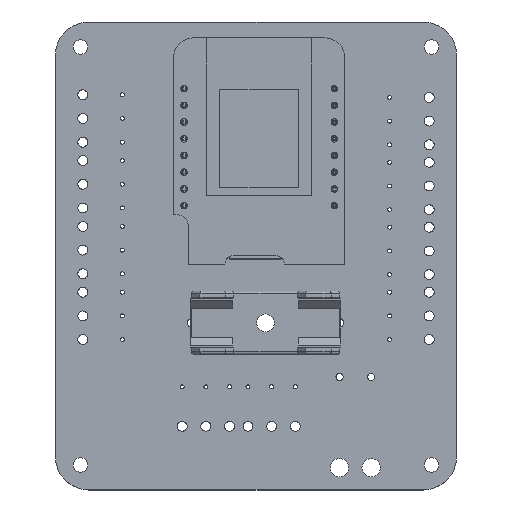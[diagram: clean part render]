
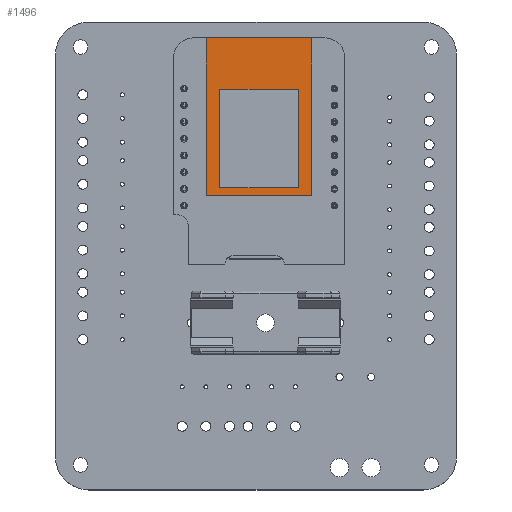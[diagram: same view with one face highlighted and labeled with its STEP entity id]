
A CAD part, top view. The second image highlights one B-rep face of the part: STEP entity #1496.
In plain terms, the highlighted planar face has unit normal (0, 0, 1).
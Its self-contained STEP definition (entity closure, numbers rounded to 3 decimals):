
#833 = VERTEX_POINT('',#834);
#834 = CARTESIAN_POINT('',(3.42,7.73,12.3));
#840 = EDGE_CURVE('',#833,#841,#843,.T.);
#841 = VERTEX_POINT('',#842);
#842 = CARTESIAN_POINT('',(3.42,-16.27,12.3));
#843 = LINE('',#844,#845);
#844 = CARTESIAN_POINT('',(3.42,7.73,12.3));
#845 = VECTOR('',#846,1.);
#846 = DIRECTION('',(0.,-1.,0.));
#864 = EDGE_CURVE('',#841,#865,#867,.T.);
#865 = VERTEX_POINT('',#866);
#866 = CARTESIAN_POINT('',(19.42,-16.27,12.3));
#867 = LINE('',#868,#869);
#868 = CARTESIAN_POINT('',(3.42,-16.27,12.3));
#869 = VECTOR('',#870,1.);
#870 = DIRECTION('',(1.,0.,0.));
#888 = EDGE_CURVE('',#865,#889,#891,.T.);
#889 = VERTEX_POINT('',#890);
#890 = CARTESIAN_POINT('',(19.42,7.73,12.3));
#891 = LINE('',#892,#893);
#892 = CARTESIAN_POINT('',(19.42,-16.27,12.3));
#893 = VECTOR('',#894,1.);
#894 = DIRECTION('',(0.,1.,0.));
#1484 = EDGE_CURVE('',#889,#833,#1485,.T.);
#1485 = LINE('',#1486,#1487);
#1486 = CARTESIAN_POINT('',(19.42,7.73,12.3));
#1487 = VECTOR('',#1488,1.);
#1488 = DIRECTION('',(-1.,0.,0.));
#1496 = ADVANCED_FACE('',(#1497,#1503),#1537,.T.);
#1497 = FACE_BOUND('',#1498,.T.);
#1498 = EDGE_LOOP('',(#1499,#1500,#1501,#1502));
#1499 = ORIENTED_EDGE('',*,*,#864,.T.);
#1500 = ORIENTED_EDGE('',*,*,#888,.T.);
#1501 = ORIENTED_EDGE('',*,*,#1484,.T.);
#1502 = ORIENTED_EDGE('',*,*,#840,.T.);
#1503 = FACE_BOUND('',#1504,.T.);
#1504 = EDGE_LOOP('',(#1505,#1515,#1523,#1531));
#1505 = ORIENTED_EDGE('',*,*,#1506,.F.);
#1506 = EDGE_CURVE('',#1507,#1509,#1511,.T.);
#1507 = VERTEX_POINT('',#1508);
#1508 = CARTESIAN_POINT('',(5.42,-15.07,12.3));
#1509 = VERTEX_POINT('',#1510);
#1510 = CARTESIAN_POINT('',(17.42,-15.07,12.3));
#1511 = LINE('',#1512,#1513);
#1512 = CARTESIAN_POINT('',(5.42,-15.07,12.3));
#1513 = VECTOR('',#1514,1.);
#1514 = DIRECTION('',(1.,0.,0.));
#1515 = ORIENTED_EDGE('',*,*,#1516,.F.);
#1516 = EDGE_CURVE('',#1517,#1507,#1519,.T.);
#1517 = VERTEX_POINT('',#1518);
#1518 = CARTESIAN_POINT('',(5.42,-0.07,12.3));
#1519 = LINE('',#1520,#1521);
#1520 = CARTESIAN_POINT('',(5.42,-0.07,12.3));
#1521 = VECTOR('',#1522,1.);
#1522 = DIRECTION('',(0.,-1.,0.));
#1523 = ORIENTED_EDGE('',*,*,#1524,.F.);
#1524 = EDGE_CURVE('',#1525,#1517,#1527,.T.);
#1525 = VERTEX_POINT('',#1526);
#1526 = CARTESIAN_POINT('',(17.42,-0.07,12.3));
#1527 = LINE('',#1528,#1529);
#1528 = CARTESIAN_POINT('',(17.42,-0.07,12.3));
#1529 = VECTOR('',#1530,1.);
#1530 = DIRECTION('',(-1.,0.,0.));
#1531 = ORIENTED_EDGE('',*,*,#1532,.F.);
#1532 = EDGE_CURVE('',#1509,#1525,#1533,.T.);
#1533 = LINE('',#1534,#1535);
#1534 = CARTESIAN_POINT('',(17.42,-15.07,12.3));
#1535 = VECTOR('',#1536,1.);
#1536 = DIRECTION('',(0.,1.,0.));
#1537 = PLANE('',#1538);
#1538 = AXIS2_PLACEMENT_3D('',#1539,#1540,#1541);
#1539 = CARTESIAN_POINT('',(11.42,-4.27,12.3));
#1540 = DIRECTION('',(0.,0.,1.));
#1541 = DIRECTION('',(1.,0.,-0.));
